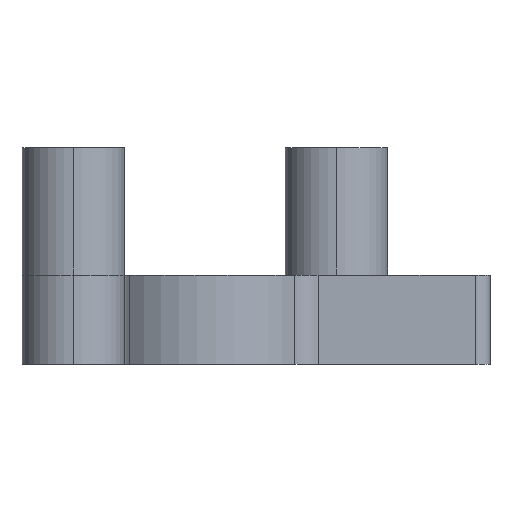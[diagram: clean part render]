
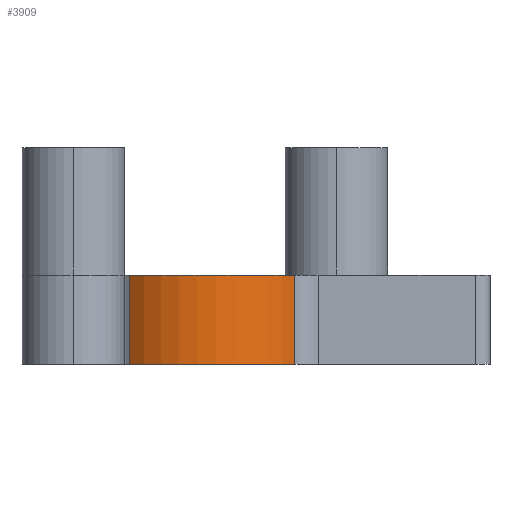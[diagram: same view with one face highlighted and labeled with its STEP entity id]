
A CAD part, left-side view. The second image highlights one B-rep face of the part: STEP entity #3909.
In plain terms, the highlighted cylindrical face has radius 7.5 mm (diameter 15 mm), a partial arc.
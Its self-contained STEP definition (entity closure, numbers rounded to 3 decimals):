
#102 = CARTESIAN_POINT ( 'NONE',  ( 0., 0., 10.9 ) ) ;
#104 = CARTESIAN_POINT ( 'NONE',  ( -4.342, -6.115, 17. ) ) ;
#132 = VECTOR ( 'NONE', #2396, 1000. ) ;
#150 = EDGE_CURVE ( 'NONE', #1996, #3516, #2185, .T. ) ;
#202 = VERTEX_POINT ( 'NONE', #1373 ) ;
#287 = CARTESIAN_POINT ( 'NONE',  ( 0., 0., 17. ) ) ;
#300 = CARTESIAN_POINT ( 'NONE',  ( -4.342, -6.115, 17. ) ) ;
#506 = EDGE_LOOP ( 'NONE', ( #2139, #2422, #3897, #3099 ) ) ;
#528 = EDGE_CURVE ( 'NONE', #202, #1410, #1390, .T. ) ;
#629 = AXIS2_PLACEMENT_3D ( 'NONE', #287, #3953, #2841 ) ;
#865 = CARTESIAN_POINT ( 'NONE',  ( 0., 0., 17. ) ) ;
#1291 = CARTESIAN_POINT ( 'NONE',  ( -5.47, 5.132, 10.9 ) ) ;
#1372 = CIRCLE ( 'NONE', #1419, 7.5 ) ;
#1373 = CARTESIAN_POINT ( 'NONE',  ( -4.342, -6.115, 10.9 ) ) ;
#1390 = LINE ( 'NONE', #300, #2462 ) ;
#1410 = VERTEX_POINT ( 'NONE', #104 ) ;
#1419 = AXIS2_PLACEMENT_3D ( 'NONE', #102, #4124, #1458 ) ;
#1458 = DIRECTION ( 'NONE',  ( -1., 0., 0. ) ) ;
#1996 = VERTEX_POINT ( 'NONE', #3013 ) ;
#2062 = CARTESIAN_POINT ( 'NONE',  ( -5.47, 5.132, 25.7 ) ) ;
#2139 = ORIENTED_EDGE ( 'NONE', *, *, #4106, .T. ) ;
#2185 = LINE ( 'NONE', #2062, #132 ) ;
#2218 = FACE_OUTER_BOUND ( 'NONE', #506, .T. ) ;
#2396 = DIRECTION ( 'NONE',  ( 0., 0., -1. ) ) ;
#2422 = ORIENTED_EDGE ( 'NONE', *, *, #528, .T. ) ;
#2462 = VECTOR ( 'NONE', #2835, 1000. ) ;
#2517 = EDGE_CURVE ( 'NONE', #1410, #1996, #4388, .T. ) ;
#2835 = DIRECTION ( 'NONE',  ( 0., 0., 1. ) ) ;
#2841 = DIRECTION ( 'NONE',  ( 1., 0., 0. ) ) ;
#3011 = DIRECTION ( 'NONE',  ( 1., 0., 0. ) ) ;
#3013 = CARTESIAN_POINT ( 'NONE',  ( -5.47, 5.132, 17. ) ) ;
#3080 = DIRECTION ( 'NONE',  ( 0., 0., -1. ) ) ;
#3099 = ORIENTED_EDGE ( 'NONE', *, *, #150, .T. ) ;
#3516 = VERTEX_POINT ( 'NONE', #1291 ) ;
#3813 = CYLINDRICAL_SURFACE ( 'NONE', #629, 7.5 ) ;
#3821 = AXIS2_PLACEMENT_3D ( 'NONE', #865, #3080, #3011 ) ;
#3897 = ORIENTED_EDGE ( 'NONE', *, *, #2517, .T. ) ;
#3909 = ADVANCED_FACE ( 'NONE', ( #2218 ), #3813, .T. ) ;
#3953 = DIRECTION ( 'NONE',  ( 0., 0., 1. ) ) ;
#4106 = EDGE_CURVE ( 'NONE', #3516, #202, #1372, .T. ) ;
#4124 = DIRECTION ( 'NONE',  ( 0., 0., 1. ) ) ;
#4388 = CIRCLE ( 'NONE', #3821, 7.5 ) ;
